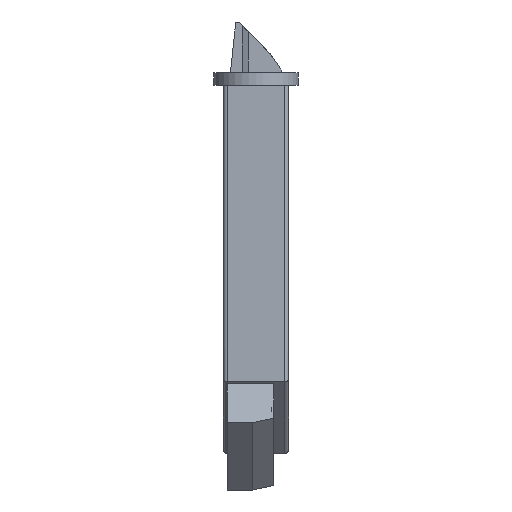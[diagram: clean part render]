
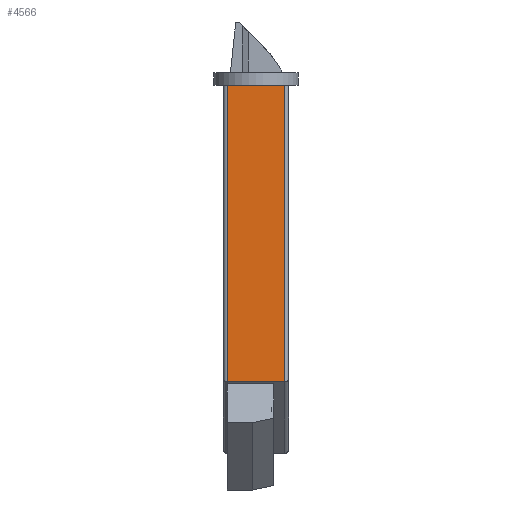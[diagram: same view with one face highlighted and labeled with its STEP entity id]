
A CAD part, front view. The second image highlights one B-rep face of the part: STEP entity #4566.
In plain terms, the highlighted planar face has unit normal (0, -1, 0).
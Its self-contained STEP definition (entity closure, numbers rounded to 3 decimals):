
#92 = VECTOR ( 'NONE', #2738, 1000. ) ;
#188 = ORIENTED_EDGE ( 'NONE', *, *, #2654, .F. ) ;
#254 = ORIENTED_EDGE ( 'NONE', *, *, #8456, .T. ) ;
#502 = VECTOR ( 'NONE', #6093, 1000. ) ;
#796 = DIRECTION ( 'NONE',  ( -1., 0., 0. ) ) ;
#1384 = ORIENTED_EDGE ( 'NONE', *, *, #7015, .T. ) ;
#1629 = CARTESIAN_POINT ( 'NONE',  ( 6.75, -108., -13. ) ) ;
#1955 = CARTESIAN_POINT ( 'NONE',  ( 6.75, -108., -13. ) ) ;
#1997 = FACE_OUTER_BOUND ( 'NONE', #3758, .T. ) ;
#2090 = LINE ( 'NONE', #6869, #92 ) ;
#2654 = EDGE_CURVE ( 'NONE', #7026, #5240, #8823, .T. ) ;
#2738 = DIRECTION ( 'NONE',  ( -1., 0., 0. ) ) ;
#3758 = EDGE_LOOP ( 'NONE', ( #5930, #1384, #188, #254 ) ) ;
#4181 = VECTOR ( 'NONE', #7191, 1000. ) ;
#4566 = ADVANCED_FACE ( 'NONE', ( #1997 ), #4798, .F. ) ;
#4656 = CARTESIAN_POINT ( 'NONE',  ( 7.75, -108., -13. ) ) ;
#4798 = PLANE ( 'NONE',  #5050 ) ;
#5050 = AXIS2_PLACEMENT_3D ( 'NONE', #4656, #7556, #7599 ) ;
#5216 = CARTESIAN_POINT ( 'NONE',  ( -6.75, -108., 57. ) ) ;
#5240 = VERTEX_POINT ( 'NONE', #5244 ) ;
#5244 = CARTESIAN_POINT ( 'NONE',  ( -6.75, -108., -13. ) ) ;
#5930 = ORIENTED_EDGE ( 'NONE', *, *, #8382, .T. ) ;
#6027 = VERTEX_POINT ( 'NONE', #5216 ) ;
#6093 = DIRECTION ( 'NONE',  ( 0., 0., -1. ) ) ;
#6405 = CARTESIAN_POINT ( 'NONE',  ( 7.75, -108., -13. ) ) ;
#6462 = LINE ( 'NONE', #1629, #4181 ) ;
#6869 = CARTESIAN_POINT ( 'NONE',  ( 7.75, -108., 57. ) ) ;
#6875 = LINE ( 'NONE', #8844, #502 ) ;
#7015 = EDGE_CURVE ( 'NONE', #6027, #5240, #6875, .T. ) ;
#7026 = VERTEX_POINT ( 'NONE', #1955 ) ;
#7115 = CARTESIAN_POINT ( 'NONE',  ( 6.75, -108., 57. ) ) ;
#7191 = DIRECTION ( 'NONE',  ( 0., 0., 1. ) ) ;
#7325 = VERTEX_POINT ( 'NONE', #7115 ) ;
#7556 = DIRECTION ( 'NONE',  ( 0., 1., 0. ) ) ;
#7599 = DIRECTION ( 'NONE',  ( 0., 0., 1. ) ) ;
#8382 = EDGE_CURVE ( 'NONE', #7325, #6027, #2090, .T. ) ;
#8456 = EDGE_CURVE ( 'NONE', #7026, #7325, #6462, .T. ) ;
#8645 = VECTOR ( 'NONE', #796, 1000. ) ;
#8823 = LINE ( 'NONE', #6405, #8645 ) ;
#8844 = CARTESIAN_POINT ( 'NONE',  ( -6.75, -108., -13. ) ) ;
